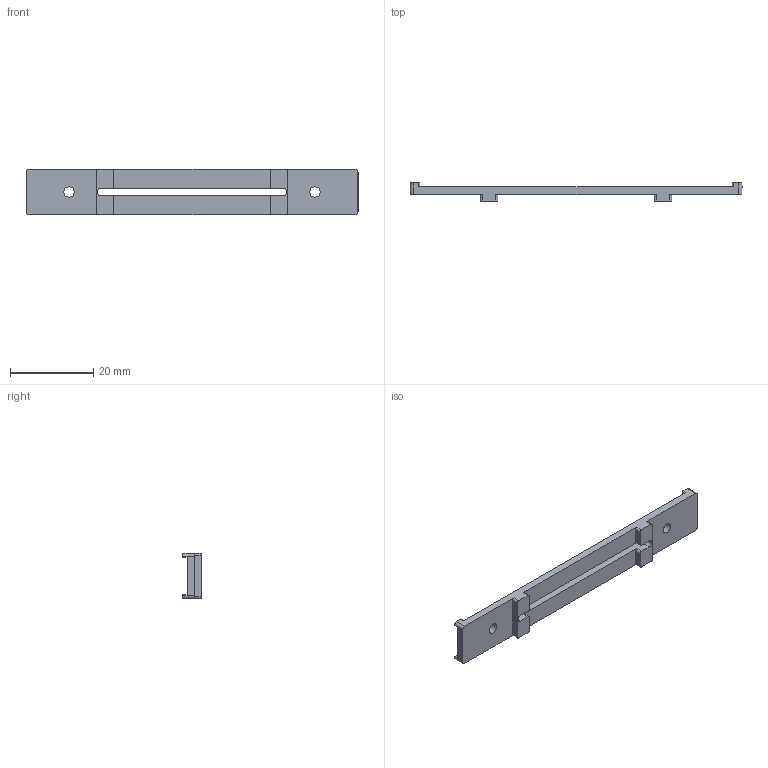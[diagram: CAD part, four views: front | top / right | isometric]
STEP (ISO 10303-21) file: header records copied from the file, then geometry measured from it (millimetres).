
FILE_DESCRIPTION(/* description */ (''),/* implementation_level */ '2;1');
FILE_NAME(/* name */ 'bac Panel Nut Plate Full v23.step',/* time_stamp */ '2024-10-04T09:43:41+02:00',/* author */ (''),/* organization */ (''),/* preprocessor_version */ 'ST-DEVELOPER v20',/* originating_system */ 'Autodesk Translation Framework v13.20.0.188',/* authorisation */ '');
FILE_SCHEMA (('AUTOMOTIVE_DESIGN { 1 0 10303 214 3 1 1 }'));
Length unit declared in the file: millimetre
Products named in the file (2): bac Panel Nut Plate Full; Nut Plate
Assembly tree (1 placements, depth 2):
  bac Panel Nut Plate Full
    Nut Plate
Bounding box: 79.9 x 4.4 x 10.95 mm (x, y, z)
Volume: 1551.9 mm3; surface area: 2235.9 mm2
Topology: 1 solids, 1 shells, 63 faces, 186 edges, 124 vertices
Faces by surface type: cylinder 32, plane 31
Full cylindrical faces by diameter (mm): 2.529 x2
Entity records: 2200 total; most frequent: DIRECTION 386, CARTESIAN_POINT 376, ORIENTED_EDGE 372, EDGE_CURVE 186, AXIS2_PLACEMENT_3D 134, VERTEX_POINT 124, LINE 118, VECTOR 118
